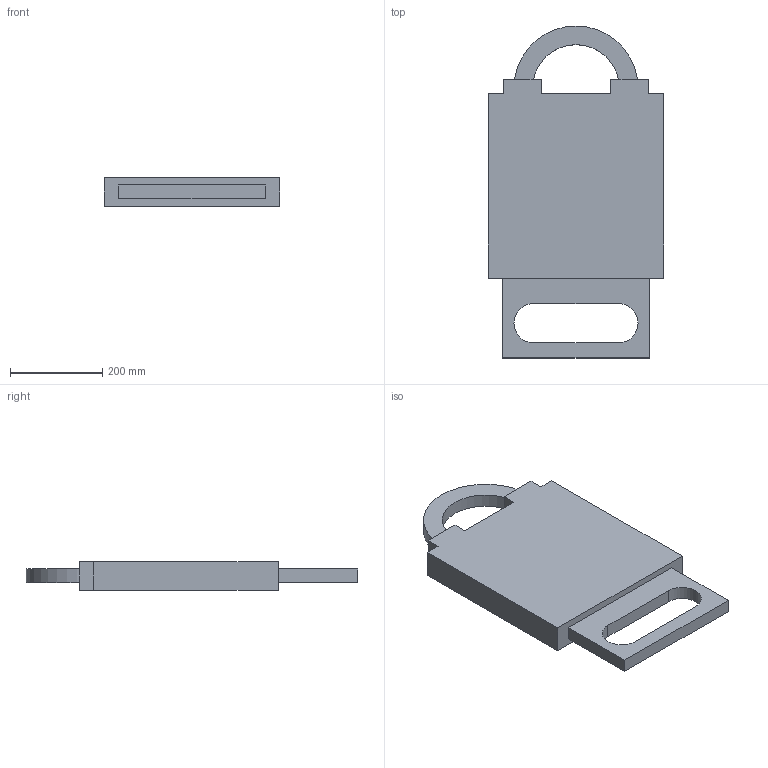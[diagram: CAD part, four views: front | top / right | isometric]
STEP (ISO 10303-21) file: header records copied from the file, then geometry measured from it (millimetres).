
FILE_DESCRIPTION((' '),'2;1');
FILE_NAME('KT7-DS_3D.stp','2012-04-03T16:39:01',(' '),(' '),' ','ACIS',' ');
FILE_SCHEMA(('CONFIG_CONTROL_DESIGN'));
Length unit declared in the file: millimetre
Products named in the file (3): KT7-DS_3D.stp; Body1; Body2
Assembly tree (2 placements, depth 2):
  KT7-DS_3D.stp
    Body1
    Body2
Bounding box: 382.02 x 721.36 x 60.96 mm (x, y, z)
Volume: 11045177.7 mm3; surface area: 756685.9 mm2
Topology: 2 solids, 2 shells, 47 faces, 126 edges, 84 vertices
Faces by surface type: plane 39, cylinder 8
Entity records: 1850 total; most frequent: CARTESIAN_POINT 262, ORIENTED_EDGE 252, DIRECTION 246, EDGE_CURVE 126, VECTOR 110, LINE 110, VERTEX_POINT 84, AXIS2_PLACEMENT_3D 68
